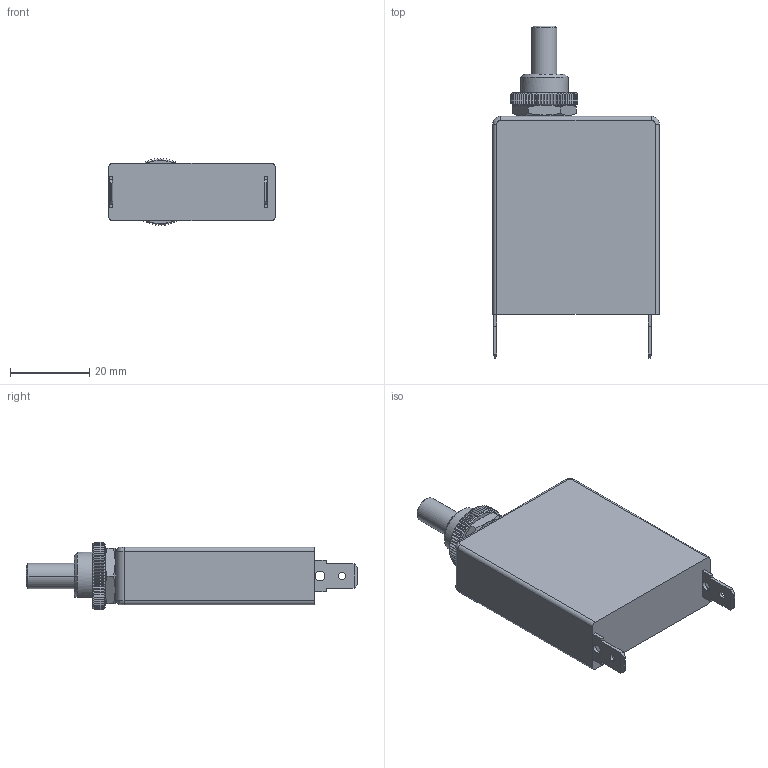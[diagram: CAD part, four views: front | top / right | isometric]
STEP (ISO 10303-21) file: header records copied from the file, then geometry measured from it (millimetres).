
FILE_DESCRIPTION((''),'2;1');
FILE_NAME('DUMMY_3400_IG2_P10_SW0001','2015-08-18T',('fwinkler'),(''),'PRO/ENGINEER BY PARAMETRIC TECHNOLOGY CORPORATION, 2014200','PRO/ENGINEER BY PARAMETRIC TECHNOLOGY CORPORATION, 2014200','');
FILE_SCHEMA(('AUTOMOTIVE_DESIGN { 1 0 10303 214 1 1 1 1 }'));
Length unit declared in the file: millimetre
Products named in the file (1): DUMMY_3400_IG2_P10_SW0001
Bounding box: 42 x 83.8 x 16.99 mm (x, y, z)
Volume: 32455.3 mm3; surface area: 8419.3 mm2
Topology: 1 solids, 1 shells, 310 faces, 871 edges, 568 vertices
Faces by surface type: plane 187, cylinder 93, cone 26, bspline 3, torus 1
Entity records: 13059 total; most frequent: CARTESIAN_POINT 3549, ORIENTED_EDGE 1742, DIRECTION 1394, EDGE_CURVE 871, VERTEX_POINT 568, AXIS2_PLACEMENT_3D 527, VECTOR 340, LINE 340
